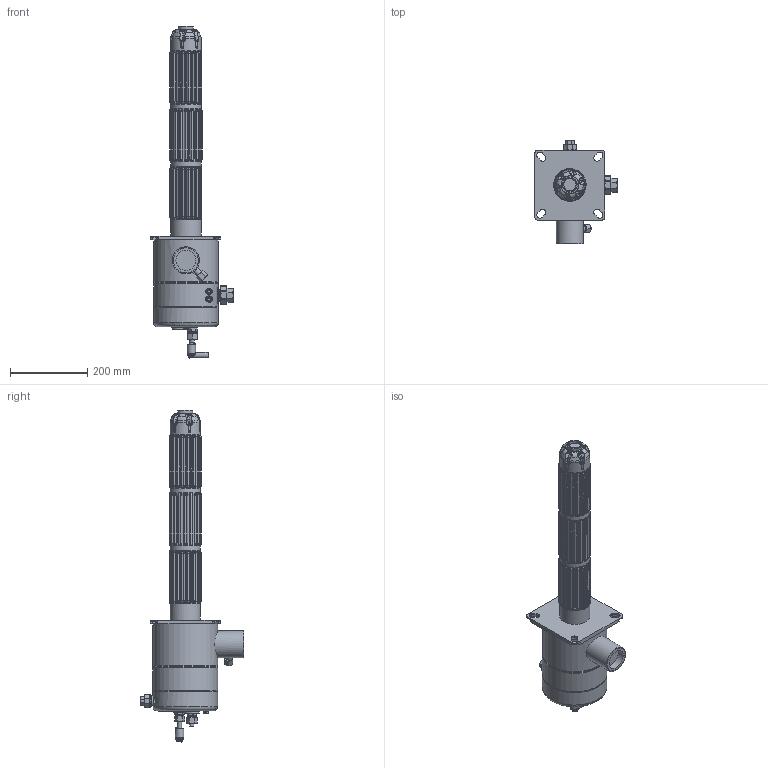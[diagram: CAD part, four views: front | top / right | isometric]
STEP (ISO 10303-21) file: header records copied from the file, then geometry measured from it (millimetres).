
FILE_DESCRIPTION(/* description */ (''),/* implementation_level */ '2;1');
FILE_NAME(/* name */ 'CAD00011244_Shrinkwrap_1.stp',/* time_stamp */ '2019-05-20T09:30:44+02:00',/* author */ ('s.wolff'),/* organization */ (''),/* preprocessor_version */ 'ST-DEVELOPER v17.2',/* originating_system */ 'Autodesk Inventor 2019',/* authorisation */ '');
FILE_SCHEMA (('AUTOMOTIVE_DESIGN { 1 0 10303 214 3 1 1 }'));
Products named in the file (1): CAD00011244_Shrinkwrap_1
Bounding box: 213.7 x 269.8 x 861.83 mm (x, y, z)
Volume: 8309960.4 mm3; surface area: 426710.6 mm2
Topology: 2 solids, 2 shells, 3814 faces, 9410 edges, 5687 vertices
Faces by surface type: bspline 2235, plane 668, cylinder 489, cone 240, torus 166, sphere 16
Full cylindrical faces by diameter (mm): 0.5 x1, 4.5 x1, 7 x4, 7.323 x1, 9 x5, 10 x2, 11.4 x1, 14 x1, 15 x1, 15.6 x1, 16.6 x1, 17 x4, 17.6 x1, 18.631 x1, 21.5 x1, 21.8 x1, 22 x1, 25.9 x1, 26 x1, 28 x1, 29.5 x1, 30.291 x1, 30.5 x2, 32 x1, 33.249 x1, 38 x1, 38.9 x1, 39 x1, 46 x1, 52 x1
Entity records: 152402 total; most frequent: CARTESIAN_POINT 72711, ORIENTED_EDGE 18822, DIRECTION 10807, EDGE_CURVE 9411, VERTEX_POINT 5688, AXIS2_PLACEMENT_3D 4368, B_SPLINE_CURVE_WITH_KNOTS 4254, EDGE_LOOP 3931
